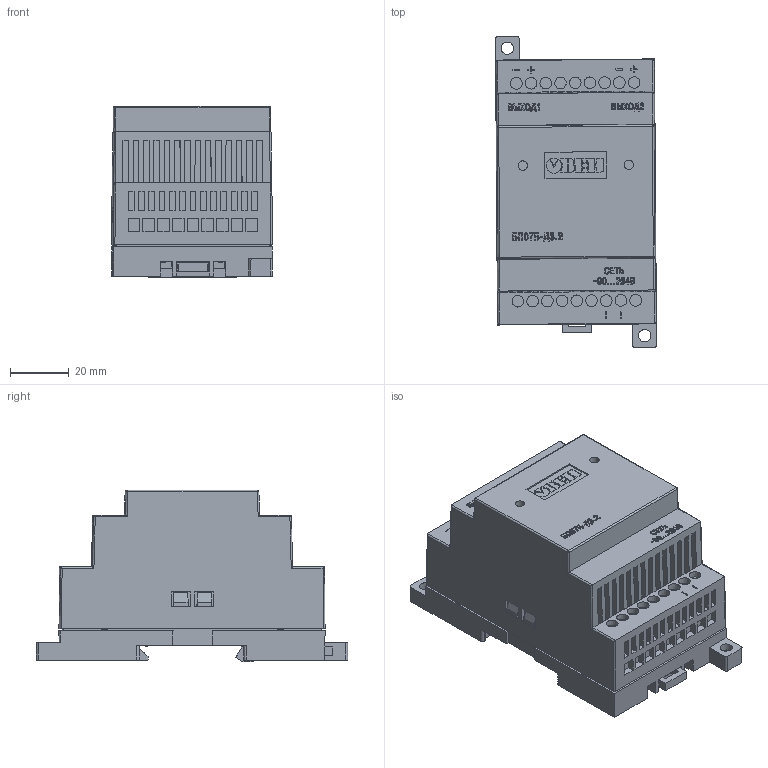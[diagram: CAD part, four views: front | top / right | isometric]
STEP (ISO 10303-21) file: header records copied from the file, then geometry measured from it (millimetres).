
FILE_DESCRIPTION(('STEP AP203'), '1');
FILE_NAME('ﾁﾏ07ﾁ.ﾄ3', '', ('UNSPECIFIED'), ('UNSPECIFIED'), 'ASCON STEP Converter 1.6', 'ASCON Math Kernel', '');
FILE_SCHEMA(('CONFIG_CONTROL_DESIGN'));
Length unit declared in the file: millimetre
Products named in the file (1): (1169)ÊÓÂÔ.301152.320.1169(Êîðïóñ ÁÏ07Á â ñáîðå)
Bounding box: 54.68 x 105.72 x 58.2 mm (x, y, z)
Volume: 217536.9 mm3; surface area: 60378.1 mm2
Topology: 1 solids, 1 shells, 1947 faces, 5688 edges, 3748 vertices
Faces by surface type: plane 1866, cylinder 44, cone 27, bspline 6, sphere 4
Full cylindrical faces by diameter (mm): 3.2 x2, 4.2 x2
Entity records: 80322 total; most frequent: CARTESIAN_POINT 13013, ORIENTED_EDGE 11322, DIRECTION 9523, EDGE_CURVE 5661, LINE 5489, VECTOR 5489, VERTEX_POINT 3748, EDGE_LOOP 2211
